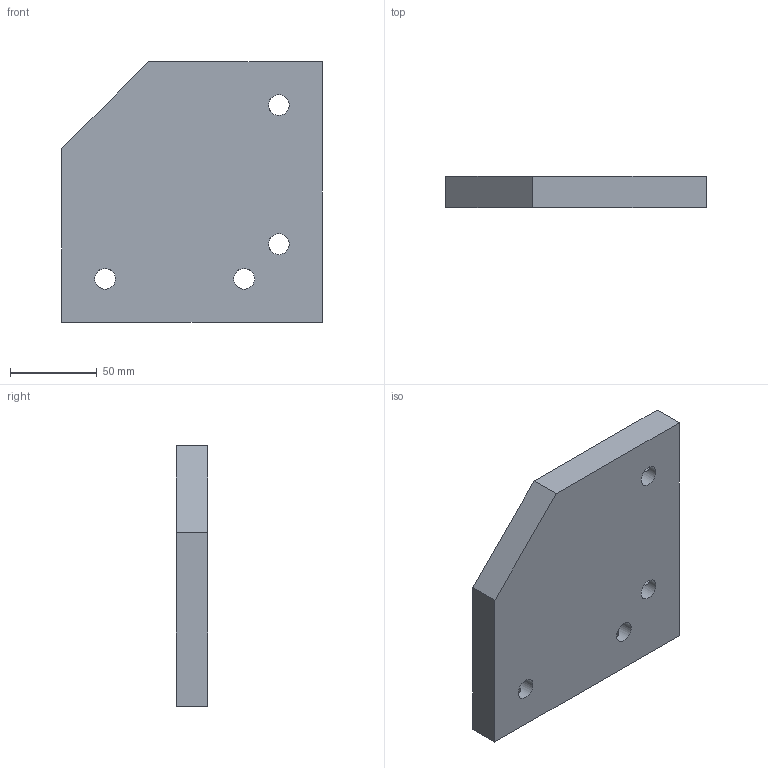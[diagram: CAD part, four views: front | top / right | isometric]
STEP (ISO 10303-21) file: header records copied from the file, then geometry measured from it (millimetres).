
FILE_DESCRIPTION(/* description */ (''),/* implementation_level */ '2;1');
FILE_NAME(/* name */ 'Base Brace R.step',/* time_stamp */ '2020-04-14T15:59:58+01:00',/* author */ (''),/* organization */ (''),/* preprocessor_version */ 'ST-DEVELOPER v18.1',/* originating_system */ 'Autodesk Translation Framework v9.2.0.1227',/* authorisation */ '');
FILE_SCHEMA (('AUTOMOTIVE_DESIGN { 1 0 10303 214 3 1 1 }'));
Length unit declared in the file: millimetre
Products named in the file (1): Base Brace R
Bounding box: 150 x 18 x 150 mm (x, y, z)
Volume: 370733.9 mm3; surface area: 56379.1 mm2
Topology: 1 solids, 1 shells, 23 faces, 63 edges, 44 vertices
Faces by surface type: cylinder 12, plane 11
Full cylindrical faces by diameter (mm): 7 x8, 12 x4
Entity records: 1051 total; most frequent: CARTESIAN_POINT 405, ORIENTED_EDGE 126, DIRECTION 109, EDGE_CURVE 63, VERTEX_POINT 44, EDGE_LOOP 41, AXIS2_PLACEMENT_3D 40, LINE 29
